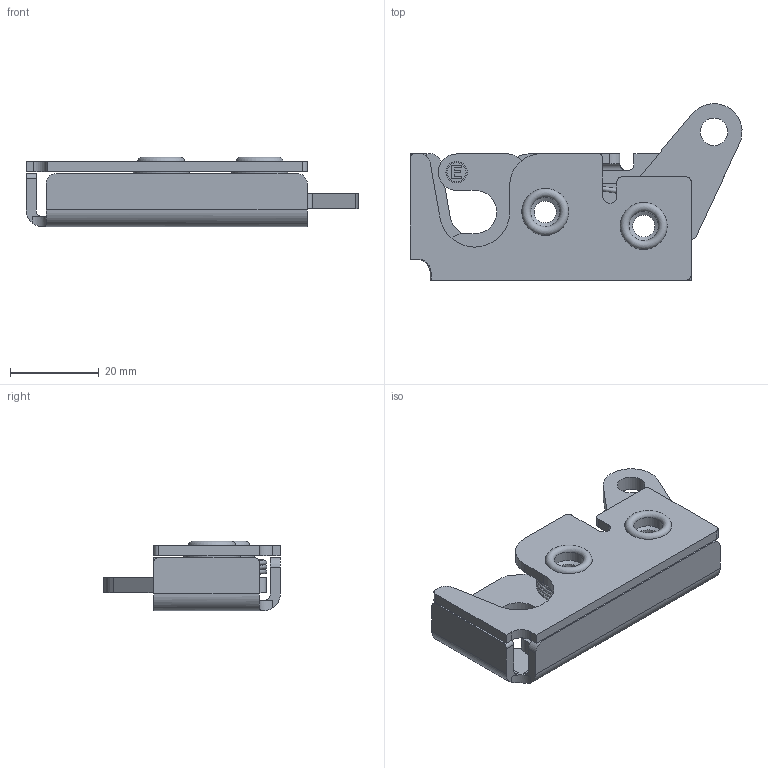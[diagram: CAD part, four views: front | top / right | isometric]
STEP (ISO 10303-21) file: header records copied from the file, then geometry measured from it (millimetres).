
FILE_DESCRIPTION(/* description */ (''),/* implementation_level */ '2;1');
FILE_NAME(/* name */ '8-241 L.stp',/* time_stamp */ '2020-11-24T17:21:13-05:00',/* author */ ('jenniferk'),/* organization */ (''),/* preprocessor_version */ 'ST-DEVELOPER v18.1',/* originating_system */ 'Autodesk Inventor 2020',/* authorisation */ '');
FILE_SCHEMA (('AUTOMOTIVE_DESIGN { 1 0 10303 214 3 1 1 }'));
Length unit declared in the file: inch
Products named in the file (1): 8-241 L_Shrinkwrap_1
Bounding box: 74.98 x 39.88 x 15.67 mm (x, y, z)
Volume: 13692.2 mm3; surface area: 15060.6 mm2
Topology: 7 solids, 7 shells, 583 faces, 1576 edges, 1045 vertices
Faces by surface type: plane 370, cylinder 114, bspline 63, torus 28, cone 8
Full cylindrical faces by diameter (mm): 1.016 x4, 2.337 x1, 3.175 x1, 4.318 x2, 4.826 x2, 4.978 x2, 6.223 x1, 6.629 x4, 8.484 x4, 11.112 x2, 11.367 x2, 12.7 x2
Entity records: 21486 total; most frequent: CARTESIAN_POINT 6255, ORIENTED_EDGE 3152, DIRECTION 2792, EDGE_CURVE 1576, LINE 1092, VECTOR 1092, VERTEX_POINT 1045, AXIS2_PLACEMENT_3D 850
